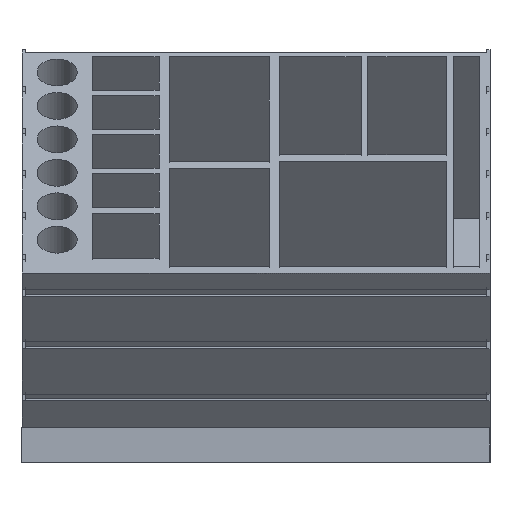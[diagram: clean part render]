
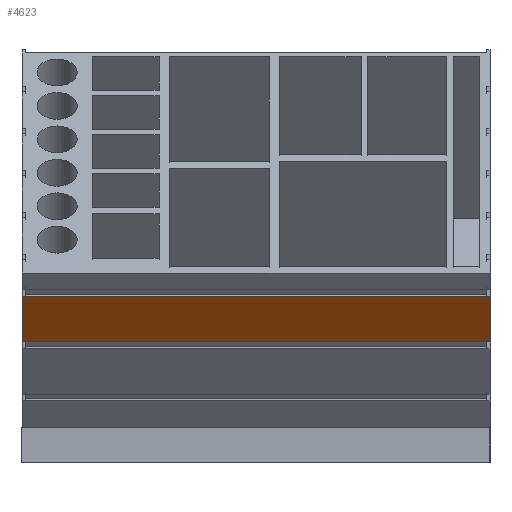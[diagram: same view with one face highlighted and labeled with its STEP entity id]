
A CAD part, left-side view. The second image highlights one B-rep face of the part: STEP entity #4623.
In plain terms, the highlighted planar face has unit normal (-0.745, 0, -0.667).
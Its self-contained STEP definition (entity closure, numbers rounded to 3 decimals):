
#175=FACE_OUTER_BOUND('',#451,.T.);
#451=EDGE_LOOP('',(#3615,#3616,#3617,#3618,#3619,#3620,#3621,#3622));
#1012=LINE('',#7100,#1654);
#1037=LINE('',#7150,#1679);
#1059=LINE('',#7190,#1701);
#1060=LINE('',#7192,#1702);
#1061=LINE('',#7193,#1703);
#1062=LINE('',#7195,#1704);
#1063=LINE('',#7197,#1705);
#1064=LINE('',#7198,#1706);
#1654=VECTOR('',#5703,10.);
#1679=VECTOR('',#5746,10.);
#1701=VECTOR('',#5782,10.);
#1702=VECTOR('',#5783,10.);
#1703=VECTOR('',#5784,10.);
#1704=VECTOR('',#5785,10.);
#1705=VECTOR('',#5786,10.);
#1706=VECTOR('',#5787,10.);
#2195=VERTEX_POINT('',#7098);
#2196=VERTEX_POINT('',#7099);
#2208=VERTEX_POINT('',#7137);
#2210=VERTEX_POINT('',#7143);
#2223=VERTEX_POINT('',#7189);
#2224=VERTEX_POINT('',#7191);
#2225=VERTEX_POINT('',#7194);
#2226=VERTEX_POINT('',#7196);
#2716=EDGE_CURVE('',#2195,#2196,#1012,.T.);
#2741=EDGE_CURVE('',#2208,#2210,#1037,.T.);
#2763=EDGE_CURVE('',#2196,#2223,#1059,.T.);
#2764=EDGE_CURVE('',#2224,#2223,#1060,.T.);
#2765=EDGE_CURVE('',#2224,#2208,#1061,.T.);
#2766=EDGE_CURVE('',#2210,#2225,#1062,.T.);
#2767=EDGE_CURVE('',#2226,#2225,#1063,.T.);
#2768=EDGE_CURVE('',#2226,#2195,#1064,.T.);
#3615=ORIENTED_EDGE('',*,*,#2716,.T.);
#3616=ORIENTED_EDGE('',*,*,#2763,.T.);
#3617=ORIENTED_EDGE('',*,*,#2764,.F.);
#3618=ORIENTED_EDGE('',*,*,#2765,.T.);
#3619=ORIENTED_EDGE('',*,*,#2741,.T.);
#3620=ORIENTED_EDGE('',*,*,#2766,.T.);
#3621=ORIENTED_EDGE('',*,*,#2767,.F.);
#3622=ORIENTED_EDGE('',*,*,#2768,.T.);
#4370=PLANE('',#4902);
#4623=ADVANCED_FACE('',(#175),#4370,.T.);
#4902=AXIS2_PLACEMENT_3D('',#7188,#5780,#5781);
#5703=DIRECTION('',(0.,-1.,0.));
#5746=DIRECTION('',(0.,1.,0.));
#5780=DIRECTION('center_axis',(-0.745,0.,-0.667));
#5781=DIRECTION('ref_axis',(-0.667,0.,0.745));
#5782=DIRECTION('',(0.,-1.,0.));
#5783=DIRECTION('',(0.667,0.,-0.745));
#5784=DIRECTION('',(0.,1.,0.));
#5785=DIRECTION('',(0.,1.,0.));
#5786=DIRECTION('',(-0.667,0.,0.745));
#5787=DIRECTION('',(0.,-1.,0.));
#7098=CARTESIAN_POINT('',(-62.134,139.,-5.579));
#7099=CARTESIAN_POINT('',(-62.134,1.,-5.579));
#7100=CARTESIAN_POINT('',(-62.134,69.5,-5.579));
#7137=CARTESIAN_POINT('',(-74.384,1.,8.094));
#7143=CARTESIAN_POINT('',(-74.384,139.,8.094));
#7150=CARTESIAN_POINT('',(-74.384,0.5,8.094));
#7188=CARTESIAN_POINT('Origin',(-29.954,0.,-41.497));
#7189=CARTESIAN_POINT('',(-62.134,0.,-5.579));
#7190=CARTESIAN_POINT('',(-62.134,0.,-5.579));
#7191=CARTESIAN_POINT('',(-74.384,0.,8.094));
#7192=CARTESIAN_POINT('',(-80.614,0.,15.047));
#7193=CARTESIAN_POINT('',(-74.384,0.,8.094));
#7194=CARTESIAN_POINT('',(-74.384,140.,8.094));
#7195=CARTESIAN_POINT('',(-74.384,70.,8.094));
#7196=CARTESIAN_POINT('',(-62.134,140.,-5.579));
#7197=CARTESIAN_POINT('',(-80.614,140.,15.047));
#7198=CARTESIAN_POINT('',(-62.134,70.,-5.579));
